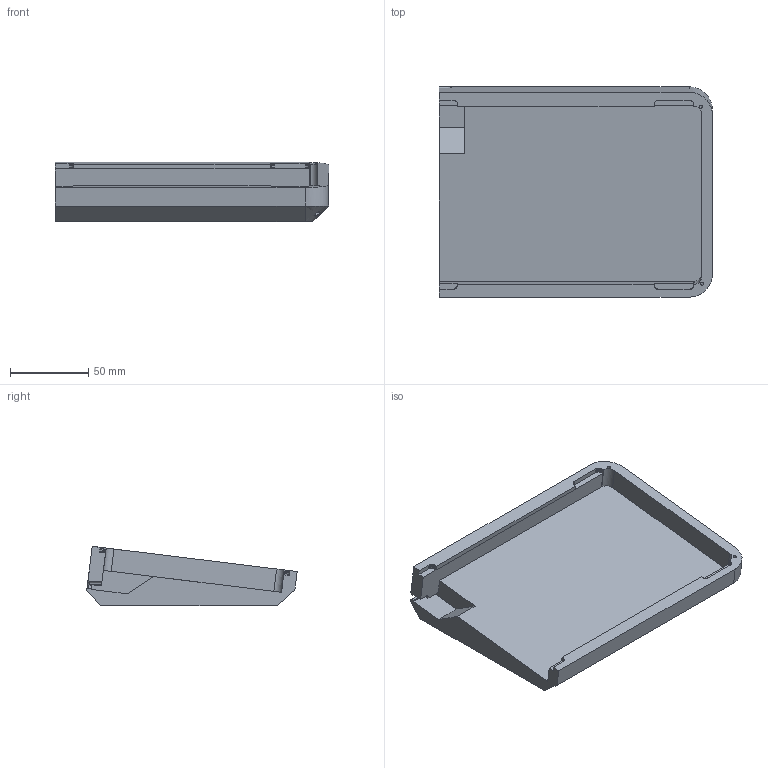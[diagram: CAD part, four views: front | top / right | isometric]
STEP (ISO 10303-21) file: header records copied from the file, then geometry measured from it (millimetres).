
FILE_DESCRIPTION(/* description */ (''),/* implementation_level */ '2;1');
FILE_NAME(/* name */ 'bottom right.step',/* time_stamp */ '2023-09-10T21:45:12-07:00',/* author */ (''),/* organization */ (''),/* preprocessor_version */ 'ST-DEVELOPER v20',/* originating_system */ 'Autodesk Translation Framework v12.9.0.99',/* authorisation */ '');
FILE_SCHEMA (('AUTOMOTIVE_DESIGN { 1 0 10303 214 3 1 1 }'));
Length unit declared in the file: millimetre
Products named in the file (1): (Unsaved)
Bounding box: 174.73 x 134.6 x 37.94 mm (x, y, z)
Volume: 385294.5 mm3; surface area: 66887.5 mm2
Topology: 1 solids, 1 shells, 149 faces, 430 edges, 283 vertices
Faces by surface type: plane 131, cylinder 10, bspline 8
Full cylindrical faces by diameter (mm): 2 x2
Entity records: 5085 total; most frequent: CARTESIAN_POINT 1180, ORIENTED_EDGE 860, DIRECTION 706, EDGE_CURVE 430, LINE 390, VECTOR 390, VERTEX_POINT 283, AXIS2_PLACEMENT_3D 158
